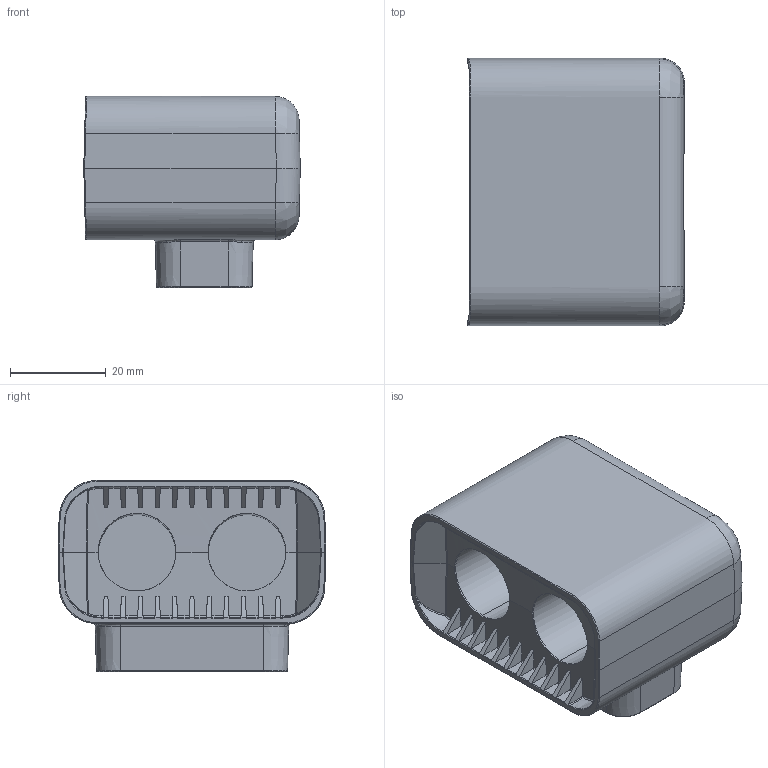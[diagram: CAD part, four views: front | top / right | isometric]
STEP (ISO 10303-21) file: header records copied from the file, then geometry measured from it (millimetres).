
FILE_DESCRIPTION (( 'STEP AP214' ), '1' );
FILE_NAME ('USbeta_yellow.STEP', '2019-08-21T18:09:28', ( '' ), ( '' ), 'SwSTEP 2.0', 'SolidWorks 2019', '' );
FILE_SCHEMA (( 'AUTOMOTIVE_DESIGN' ));
Length unit declared in the file: millimetre
Products named in the file (1): USbeta_yellow
Bounding box: 45.32 x 56 x 40 mm (x, y, z)
Volume: 60849.9 mm3; surface area: 16945.3 mm2
Topology: 1 solids, 1 shells, 555 faces, 1529 edges, 985 vertices
Faces by surface type: plane 197, cone 182, cylinder 121, bspline 45, torus 8, sphere 2
Entity records: 20339 total; most frequent: CARTESIAN_POINT 6531, ORIENTED_EDGE 3056, DIRECTION 2746, EDGE_CURVE 1528, VERTEX_POINT 985, AXIS2_PLACEMENT_3D 985, LINE 776, VECTOR 776
